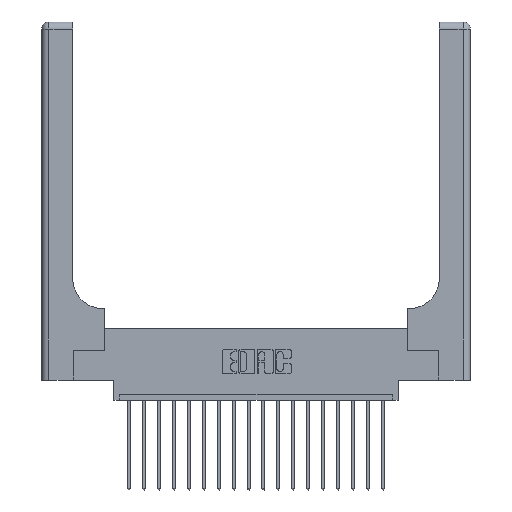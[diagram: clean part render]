
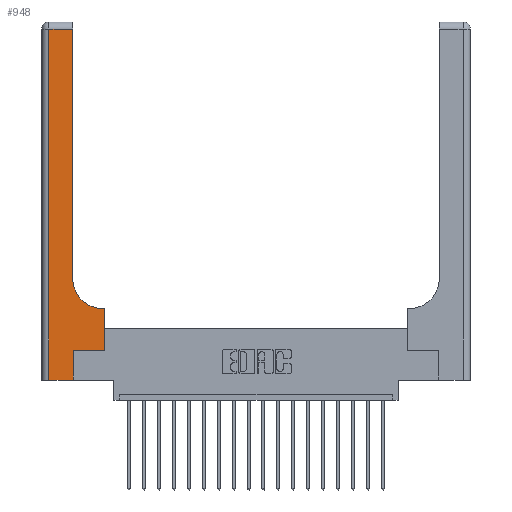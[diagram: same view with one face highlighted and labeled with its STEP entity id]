
A CAD part, top view. The second image highlights one B-rep face of the part: STEP entity #948.
In plain terms, the highlighted planar face has unit normal (0, 0, 1).
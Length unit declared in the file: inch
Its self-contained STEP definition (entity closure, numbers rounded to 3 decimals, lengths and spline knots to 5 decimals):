
#298 = CARTESIAN_POINT ( 'NONE',  ( 0.26, 2.94, 0.37 ) ) ;
#429 = VECTOR ( 'NONE', #4889, 39.37008 ) ;
#470 = VECTOR ( 'NONE', #16625, 39.37008 ) ;
#532 = CARTESIAN_POINT ( 'NONE',  ( 0.265, 0.25, 0.37 ) ) ;
#610 = EDGE_CURVE ( 'NONE', #19854, #14312, #14414, .T. ) ;
#882 = CARTESIAN_POINT ( 'NONE',  ( 0.26, 0.85, 0.37 ) ) ;
#948 = ADVANCED_FACE ( 'NONE', ( #9898 ), #9706, .F. ) ;
#991 = DIRECTION ( 'NONE',  ( 1., 0., 0. ) ) ;
#992 = VERTEX_POINT ( 'NONE', #298 ) ;
#1345 = VERTEX_POINT ( 'NONE', #10794 ) ;
#1596 = ORIENTED_EDGE ( 'NONE', *, *, #14349, .T. ) ;
#1664 = DIRECTION ( 'NONE',  ( -1., 0., 0. ) ) ;
#1671 = VERTEX_POINT ( 'NONE', #15330 ) ;
#2119 = LINE ( 'NONE', #4987, #3147 ) ;
#2205 = DIRECTION ( 'NONE',  ( 0., 1., 0. ) ) ;
#2376 = ORIENTED_EDGE ( 'NONE', *, *, #610, .T. ) ;
#2848 = CARTESIAN_POINT ( 'NONE',  ( 0., 2.94, 0.37 ) ) ;
#2859 = ORIENTED_EDGE ( 'NONE', *, *, #10876, .T. ) ;
#2883 = VECTOR ( 'NONE', #1664, 39.37008 ) ;
#3147 = VECTOR ( 'NONE', #17536, 39.37008 ) ;
#3152 = EDGE_CURVE ( 'NONE', #14312, #12374, #10102, .T. ) ;
#3209 = LINE ( 'NONE', #9442, #2883 ) ;
#3617 = ORIENTED_EDGE ( 'NONE', *, *, #19800, .T. ) ;
#3630 = VERTEX_POINT ( 'NONE', #5587 ) ;
#3934 = LINE ( 'NONE', #14759, #18756 ) ;
#4084 = VECTOR ( 'NONE', #4844, 39.37008 ) ;
#4844 = DIRECTION ( 'NONE',  ( 1., 0., 0. ) ) ;
#4874 = VERTEX_POINT ( 'NONE', #882 ) ;
#4889 = DIRECTION ( 'NONE',  ( 0., 1., 0. ) ) ;
#4987 = CARTESIAN_POINT ( 'NONE',  ( 0.06, 3., 0.37 ) ) ;
#5177 = CARTESIAN_POINT ( 'NONE',  ( 0.06, 0., 0.37 ) ) ;
#5587 = CARTESIAN_POINT ( 'NONE',  ( 0.528, 0.6, 0.37 ) ) ;
#7463 = EDGE_CURVE ( 'NONE', #4874, #992, #12942, .T. ) ;
#7848 = ORIENTED_EDGE ( 'NONE', *, *, #16255, .T. ) ;
#8561 = DIRECTION ( 'NONE',  ( 0., 1., 0. ) ) ;
#9065 = AXIS2_PLACEMENT_3D ( 'NONE', #14889, #14981, #991 ) ;
#9442 = CARTESIAN_POINT ( 'NONE',  ( 0.26, 0.6, 0.37 ) ) ;
#9706 = PLANE ( 'NONE',  #12385 ) ;
#9898 = FACE_OUTER_BOUND ( 'NONE', #19972, .T. ) ;
#10102 = LINE ( 'NONE', #12852, #12549 ) ;
#10509 = VERTEX_POINT ( 'NONE', #19227 ) ;
#10788 = ORIENTED_EDGE ( 'NONE', *, *, #7463, .T. ) ;
#10794 = CARTESIAN_POINT ( 'NONE',  ( 0.51, 0.6, 0.37 ) ) ;
#10876 = EDGE_CURVE ( 'NONE', #12374, #1671, #15744, .T. ) ;
#11051 = ORIENTED_EDGE ( 'NONE', *, *, #12789, .T. ) ;
#11434 = DIRECTION ( 'NONE',  ( 0., 0., -1. ) ) ;
#12374 = VERTEX_POINT ( 'NONE', #16131 ) ;
#12385 = AXIS2_PLACEMENT_3D ( 'NONE', #19177, #11434, #14296 ) ;
#12549 = VECTOR ( 'NONE', #8561, 39.37008 ) ;
#12777 = CARTESIAN_POINT ( 'NONE',  ( 0., 0., 0.37 ) ) ;
#12789 = EDGE_CURVE ( 'NONE', #10509, #19854, #2119, .T. ) ;
#12852 = CARTESIAN_POINT ( 'NONE',  ( 0.265, 0., 0.37 ) ) ;
#12897 = ORIENTED_EDGE ( 'NONE', *, *, #19111, .T. ) ;
#12942 = LINE ( 'NONE', #19252, #429 ) ;
#12997 = VECTOR ( 'NONE', #16040, 39.37008 ) ;
#13671 = LINE ( 'NONE', #2848, #470 ) ;
#14296 = DIRECTION ( 'NONE',  ( -1., 0., 0. ) ) ;
#14312 = VERTEX_POINT ( 'NONE', #19263 ) ;
#14349 = EDGE_CURVE ( 'NONE', #1345, #4874, #18837, .T. ) ;
#14414 = LINE ( 'NONE', #12777, #12997 ) ;
#14759 = CARTESIAN_POINT ( 'NONE',  ( 0.528, 0.25, 0.37 ) ) ;
#14889 = CARTESIAN_POINT ( 'NONE',  ( 0.51, 0.85, 0.37 ) ) ;
#14981 = DIRECTION ( 'NONE',  ( 0., 0., -1. ) ) ;
#15330 = CARTESIAN_POINT ( 'NONE',  ( 0.528, 0.25, 0.37 ) ) ;
#15744 = LINE ( 'NONE', #532, #4084 ) ;
#16040 = DIRECTION ( 'NONE',  ( 1., 0., 0. ) ) ;
#16131 = CARTESIAN_POINT ( 'NONE',  ( 0.265, 0.25, 0.37 ) ) ;
#16255 = EDGE_CURVE ( 'NONE', #3630, #1345, #3209, .T. ) ;
#16625 = DIRECTION ( 'NONE',  ( -1., 0., 0. ) ) ;
#17536 = DIRECTION ( 'NONE',  ( 0., -1., 0. ) ) ;
#18756 = VECTOR ( 'NONE', #2205, 39.37008 ) ;
#18837 = CIRCLE ( 'NONE', #9065, 0.25 ) ;
#18982 = ORIENTED_EDGE ( 'NONE', *, *, #3152, .T. ) ;
#19111 = EDGE_CURVE ( 'NONE', #992, #10509, #13671, .T. ) ;
#19177 = CARTESIAN_POINT ( 'NONE',  ( 0., 3., 0.37 ) ) ;
#19227 = CARTESIAN_POINT ( 'NONE',  ( 0.06, 2.94, 0.37 ) ) ;
#19252 = CARTESIAN_POINT ( 'NONE',  ( 0.26, 3., 0.37 ) ) ;
#19263 = CARTESIAN_POINT ( 'NONE',  ( 0.265, 0., 0.37 ) ) ;
#19800 = EDGE_CURVE ( 'NONE', #1671, #3630, #3934, .T. ) ;
#19854 = VERTEX_POINT ( 'NONE', #5177 ) ;
#19972 = EDGE_LOOP ( 'NONE', ( #10788, #12897, #11051, #2376, #18982, #2859, #3617, #7848, #1596 ) ) ;
